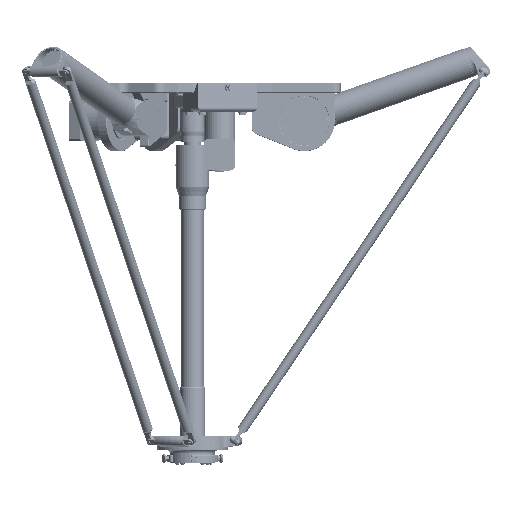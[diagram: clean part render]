
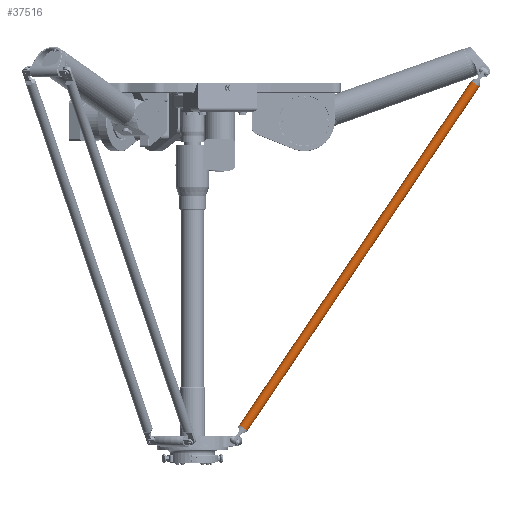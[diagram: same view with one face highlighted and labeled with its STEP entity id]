
A CAD part, front view. The second image highlights one B-rep face of the part: STEP entity #37516.
In plain terms, the highlighted cylindrical face has radius 15.005 mm (diameter 30.01 mm), a full revolution.
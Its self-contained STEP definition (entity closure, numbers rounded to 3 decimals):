
#1359=FACE_BOUND('',#10644,.T.);
#4466=CIRCLE('',#41416,15.005);
#4468=CIRCLE('',#41419,15.005);
#5647=CYLINDRICAL_SURFACE('',#41421,15.005);
#7514=FACE_OUTER_BOUND('',#10643,.T.);
#10643=EDGE_LOOP('',(#31674));
#10644=EDGE_LOOP('',(#31675));
#19219=VERTEX_POINT('',#70265);
#19221=VERTEX_POINT('',#70270);
#23571=EDGE_CURVE('',#19219,#19219,#4466,.T.);
#23573=EDGE_CURVE('',#19221,#19221,#4468,.T.);
#31674=ORIENTED_EDGE('',*,*,#23571,.F.);
#31675=ORIENTED_EDGE('',*,*,#23573,.F.);
#37516=ADVANCED_FACE('',(#7514,#1359),#5647,.T.);
#41416=AXIS2_PLACEMENT_3D('',#70266,#50540,#50541);
#41419=AXIS2_PLACEMENT_3D('',#70271,#50546,#50547);
#41421=AXIS2_PLACEMENT_3D('',#70274,#50550,#50551);
#50540=DIRECTION('center_axis',(1.,0.,0.));
#50541=DIRECTION('ref_axis',(0.,0.,-1.));
#50546=DIRECTION('center_axis',(-1.,0.,0.));
#50547=DIRECTION('ref_axis',(0.,0.,-1.));
#50550=DIRECTION('center_axis',(-1.,0.,0.));
#50551=DIRECTION('ref_axis',(0.,0.,-1.));
#70265=CARTESIAN_POINT('',(1270.046,0.,15.005));
#70266=CARTESIAN_POINT('Origin',(1270.046,0.,0.));
#70270=CARTESIAN_POINT('',(44.954,0.,15.005));
#70271=CARTESIAN_POINT('Origin',(44.954,0.,
0.));
#70274=CARTESIAN_POINT('Origin',(657.5,0.,0.));
